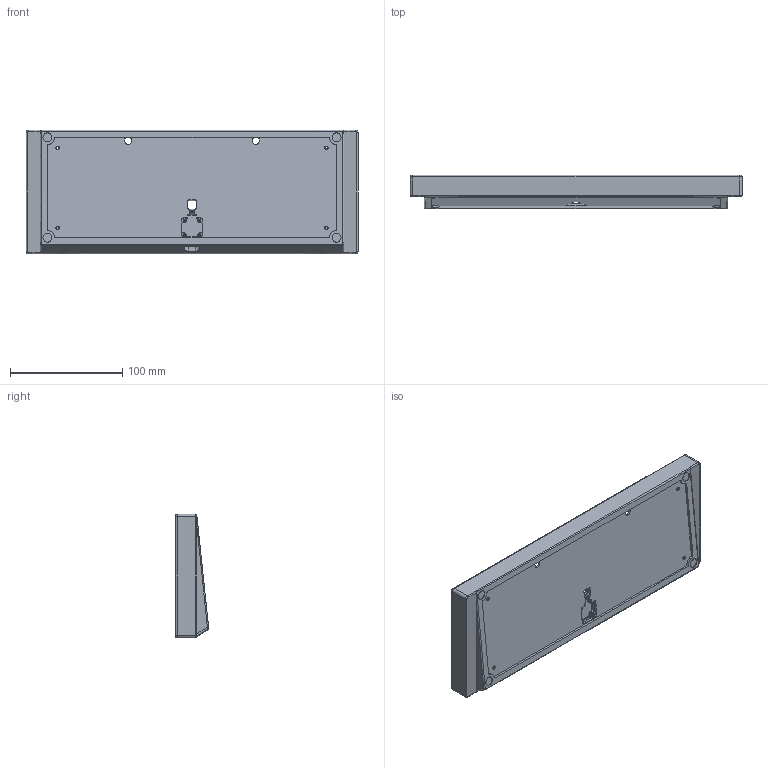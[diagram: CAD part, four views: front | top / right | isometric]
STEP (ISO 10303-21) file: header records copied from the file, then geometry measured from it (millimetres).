
FILE_DESCRIPTION (( 'STEP AP203' ), '1' );
FILE_NAME ('case.STEP', '2022-09-30T05:38:51', ( '' ), ( '' ), 'SwSTEP 2.0', 'SolidWorks 2021', '' );
FILE_SCHEMA (( 'CONFIG_CONTROL_DESIGN' ));
Length unit declared in the file: millimetre
Products named in the file (1): case
Bounding box: 295.7 x 29.68 x 110.2 mm (x, y, z)
Volume: 246548.4 mm3; surface area: 98341.2 mm2
Topology: 1 solids, 1 shells, 415 faces, 1140 edges, 738 vertices
Faces by surface type: cylinder 244, plane 112, bspline 49, torus 6, cone 4
Entity records: 21180 total; most frequent: CARTESIAN_POINT 11562, ORIENTED_EDGE 2280, DIRECTION 1732, EDGE_CURVE 1140, VERTEX_POINT 738, AXIS2_PLACEMENT_3D 613, LINE 506, VECTOR 506
